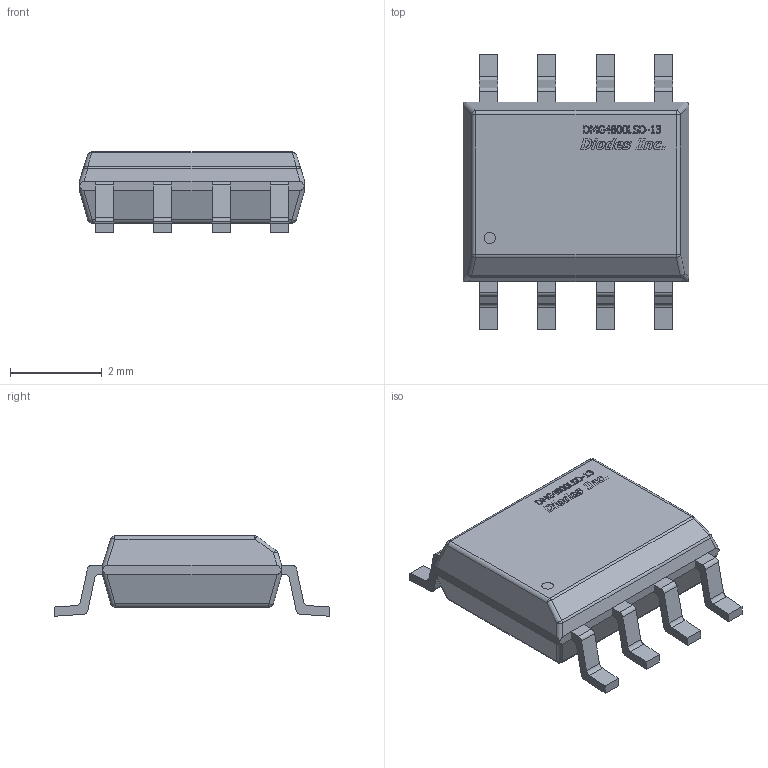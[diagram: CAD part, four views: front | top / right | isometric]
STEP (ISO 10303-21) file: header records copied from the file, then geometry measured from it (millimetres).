
FILE_DESCRIPTION(/* description */ (''),/* implementation_level */ '2;1');
FILE_NAME(/* name */ '1.stp',/* time_stamp */ '2019-03-30T21:24:05+02:00',/* author */ ('karim'),/* organization */ (''),/* preprocessor_version */ 'ST-DEVELOPER v15.6',/* originating_system */ 'Autodesk Inventor 2015',/* authorisation */ '');
FILE_SCHEMA (('AUTOMOTIVE_DESIGN { 1 0 10303 214 3 1 1 }'));
Products named in the file (4): 1; 2; Name
Bounding box: 4.9 x 6 x 1.75 mm (x, y, z)
Volume: 29.4 mm3; surface area: 96.2 mm2
Topology: 30 solids, 30 shells, 508 faces, 1311 edges, 864 vertices
Faces by surface type: plane 259, bspline 186, cylinder 52, sphere 10, torus 1
Full cylindrical faces by diameter (mm): 0.248 x1
Entity records: 16441 total; most frequent: CARTESIAN_POINT 5106, ORIENTED_EDGE 2618, DIRECTION 1709, EDGE_CURVE 1309, VERTEX_POINT 864, LINE 823, VECTOR 823, EDGE_LOOP 533
